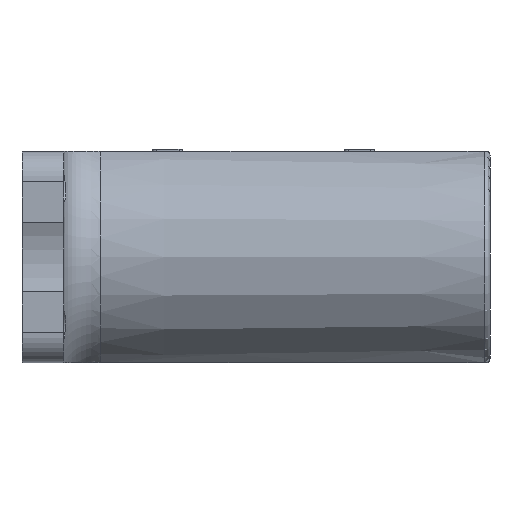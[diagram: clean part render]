
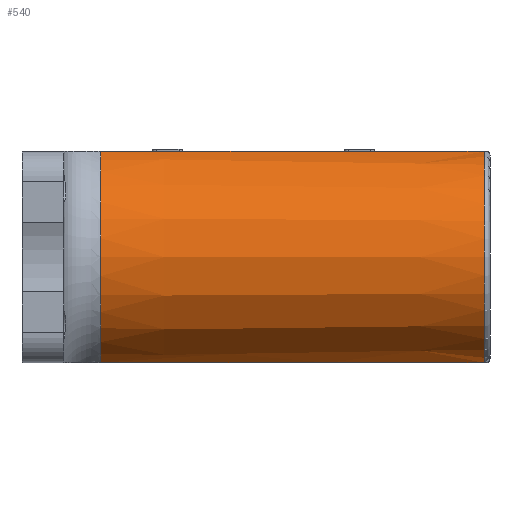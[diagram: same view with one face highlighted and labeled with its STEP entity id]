
A CAD part, left-side view. The second image highlights one B-rep face of the part: STEP entity #540.
In plain terms, the highlighted conical face has half-angle 1.091 degrees and reference radius 142.5 mm.
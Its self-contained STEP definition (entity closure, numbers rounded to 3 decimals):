
#17 = DIRECTION ( 'NONE',  ( 0., 0., -1. ) ) ;
#32 = CARTESIAN_POINT ( 'NONE',  ( -27.366, 7.848, 140. ) ) ;
#81 = CARTESIAN_POINT ( 'NONE',  ( -48.953, 304.068, -140. ) ) ;
#111 = CARTESIAN_POINT ( 'NONE',  ( -57.983, 473.57, 140. ) ) ;
#167 = CARTESIAN_POINT ( 'NONE',  ( -60.031, 515.952, 140. ) ) ;
#243 = CARTESIAN_POINT ( 'NONE',  ( -31.305, 50.106, -140. ) ) ;
#281 = ORIENTED_EDGE ( 'NONE', *, *, #611, .T. ) ;
#288 = VERTEX_POINT ( 'NONE', #1189 ) ;
#309 = CIRCLE ( 'NONE', #1501, 152.328 ) ;
#325 = VERTEX_POINT ( 'NONE', #808 ) ;
#340 = CARTESIAN_POINT ( 'NONE',  ( -27.366, 7.848, -140. ) ) ;
#415 = CARTESIAN_POINT ( 'NONE',  ( -48.954, 304.089, 140. ) ) ;
#445 = CARTESIAN_POINT ( 'NONE',  ( -55.847, 431.182, -140. ) ) ;
#540 = ADVANCED_FACE ( 'NONE', ( #738 ), #2416, .T. ) ;
#590 = CARTESIAN_POINT ( 'NONE',  ( 0., 515.952, 0. ) ) ;
#596 = CARTESIAN_POINT ( 'NONE',  ( -34.84, 92.393, -140. ) ) ;
#610 = CIRCLE ( 'NONE', #3087, 142.649 ) ;
#611 = EDGE_CURVE ( 'NONE', #325, #2357, #309, .T. ) ;
#622 = CARTESIAN_POINT ( 'NONE',  ( -31.305, 50.099, 140. ) ) ;
#708 = EDGE_CURVE ( 'NONE', #2357, #288, #1642, .T. ) ;
#738 = FACE_OUTER_BOUND ( 'NONE', #954, .T. ) ;
#808 = CARTESIAN_POINT ( 'NONE',  ( -60.031, 515.952, 140. ) ) ;
#861 = CARTESIAN_POINT ( 'NONE',  ( -32.213, 60.676, -140. ) ) ;
#886 = CARTESIAN_POINT ( 'NONE',  ( -36.463, 113.552, 140. ) ) ;
#954 = EDGE_LOOP ( 'NONE', ( #1921, #1930, #2472, #281 ) ) ;
#998 = CARTESIAN_POINT ( 'NONE',  ( -55.847, 431.193, 140. ) ) ;
#1010 = EDGE_CURVE ( 'NONE', #288, #1064, #610, .T. ) ;
#1064 = VERTEX_POINT ( 'NONE', #32 ) ;
#1129 = CARTESIAN_POINT ( 'NONE',  ( -57.982, 473.564, -140. ) ) ;
#1186 = DIRECTION ( 'NONE',  ( 0., 0., 1. ) ) ;
#1189 = CARTESIAN_POINT ( 'NONE',  ( -27.366, 7.848, -140. ) ) ;
#1316 = CARTESIAN_POINT ( 'NONE',  ( -40.994, 177.044, 140. ) ) ;
#1334 = DIRECTION ( 'NONE',  ( 0., 0., 1. ) ) ;
#1383 = DIRECTION ( 'NONE',  ( 0., 1., 0. ) ) ;
#1501 = AXIS2_PLACEMENT_3D ( 'NONE', #590, #2825, #17 ) ;
#1626 = CARTESIAN_POINT ( 'NONE',  ( 0., 0., 0. ) ) ;
#1642 = B_SPLINE_CURVE_WITH_KNOTS ( 'NONE', 3,
 ( #1940, #1129, #445, #1843, #81, #2233, #1987, #3142, #2079, #1727, #596, #861, #243, #2881, #2384, #340 ),
 .UNSPECIFIED., .F., .F.,
 ( 4, 2, 2, 2, 2, 2, 2, 4 ),
 ( 0.36, 0.487, 0.614, 0.678, 0.742, 0.805, 0.837, 0.869 ),
 .UNSPECIFIED. ) ;
#1727 = CARTESIAN_POINT ( 'NONE',  ( -36.463, 113.546, -140. ) ) ;
#1757 = CARTESIAN_POINT ( 'NONE',  ( -29.405, 28.966, 140. ) ) ;
#1843 = CARTESIAN_POINT ( 'NONE',  ( -51.331, 346.434, -140. ) ) ;
#1874 = AXIS2_PLACEMENT_3D ( 'NONE', #1626, #2625, #1334 ) ;
#1921 = ORIENTED_EDGE ( 'NONE', *, *, #708, .T. ) ;
#1929 = B_SPLINE_CURVE_WITH_KNOTS ( 'NONE', 3,
 ( #2011, #3107, #1757, #622, #2807, #2259, #886, #2656, #1316, #3052, #1964, #415, #2162, #998, #111, #167 ),
 .UNSPECIFIED., .F., .F.,
 ( 4, 2, 2, 2, 2, 2, 2, 4 ),
 ( 1.157, 1.189, 1.221, 1.285, 1.349, 1.414, 1.542, 1.67 ),
 .UNSPECIFIED. ) ;
#1930 = ORIENTED_EDGE ( 'NONE', *, *, #1010, .T. ) ;
#1940 = CARTESIAN_POINT ( 'NONE',  ( -60.031, 515.952, -140. ) ) ;
#1964 = CARTESIAN_POINT ( 'NONE',  ( -45.107, 240.559, 140. ) ) ;
#1987 = CARTESIAN_POINT ( 'NONE',  ( -43.776, 219.366, -140. ) ) ;
#2011 = CARTESIAN_POINT ( 'NONE',  ( -27.366, 7.848, 140. ) ) ;
#2079 = CARTESIAN_POINT ( 'NONE',  ( -39.54, 155.863, -140. ) ) ;
#2162 = CARTESIAN_POINT ( 'NONE',  ( -51.332, 346.452, 140. ) ) ;
#2233 = CARTESIAN_POINT ( 'NONE',  ( -45.106, 240.539, -140. ) ) ;
#2259 = CARTESIAN_POINT ( 'NONE',  ( -34.84, 92.394, 140. ) ) ;
#2357 = VERTEX_POINT ( 'NONE', #2818 ) ;
#2384 = CARTESIAN_POINT ( 'NONE',  ( -28.414, 18.408, -140. ) ) ;
#2416 = CONICAL_SURFACE ( 'NONE', #1874, 142.5, 0.019 ) ;
#2472 = ORIENTED_EDGE ( 'NONE', *, *, #2607, .T. ) ;
#2607 = EDGE_CURVE ( 'NONE', #1064, #325, #1929, .T. ) ;
#2625 = DIRECTION ( 'NONE',  ( 0., 1., 0. ) ) ;
#2656 = CARTESIAN_POINT ( 'NONE',  ( -39.541, 155.877, 140. ) ) ;
#2730 = CARTESIAN_POINT ( 'NONE',  ( 0., 7.848, 0. ) ) ;
#2807 = CARTESIAN_POINT ( 'NONE',  ( -32.213, 60.67, 140. ) ) ;
#2818 = CARTESIAN_POINT ( 'NONE',  ( -60.031, 515.952, -140. ) ) ;
#2825 = DIRECTION ( 'NONE',  ( 0., -1., 0. ) ) ;
#2881 = CARTESIAN_POINT ( 'NONE',  ( -29.406, 28.972, -140. ) ) ;
#3052 = CARTESIAN_POINT ( 'NONE',  ( -43.777, 219.385, 140. ) ) ;
#3087 = AXIS2_PLACEMENT_3D ( 'NONE', #2730, #1383, #1186 ) ;
#3107 = CARTESIAN_POINT ( 'NONE',  ( -28.414, 18.404, 140. ) ) ;
#3142 = CARTESIAN_POINT ( 'NONE',  ( -40.993, 177.028, -140. ) ) ;
